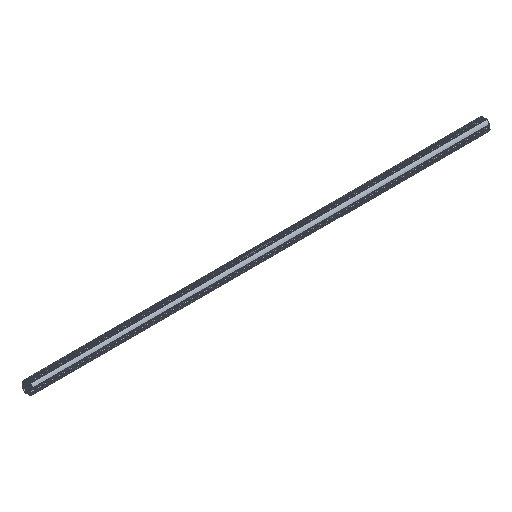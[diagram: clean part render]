
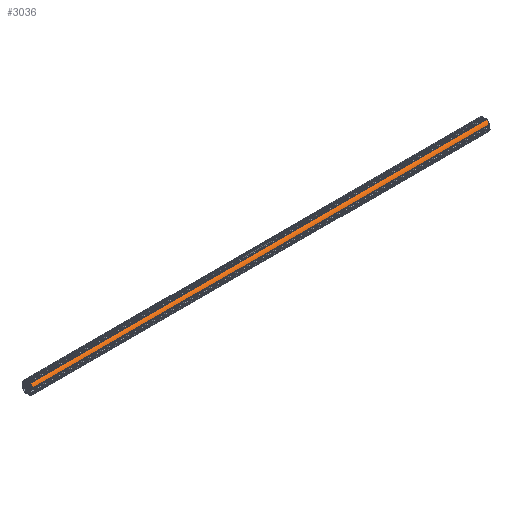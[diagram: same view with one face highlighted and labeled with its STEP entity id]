
A CAD part, isometric view. The second image highlights one B-rep face of the part: STEP entity #3036.
In plain terms, the highlighted cylindrical face has radius 24 mm (diameter 48 mm), a partial arc.
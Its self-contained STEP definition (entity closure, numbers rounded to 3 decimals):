
#214=FACE_OUTER_BOUND('',#368,.T.);
#368=EDGE_LOOP('',(#2386,#2387,#2388,#2389));
#634=LINE('',#5005,#930);
#635=LINE('',#5011,#931);
#930=VECTOR('',#4090,1.);
#931=VECTOR('',#4097,1.);
#1136=CIRCLE('',#3319,24.);
#1137=CIRCLE('',#3320,24.);
#1398=VERTEX_POINT('',#5001);
#1399=VERTEX_POINT('',#5003);
#1400=VERTEX_POINT('',#5007);
#1401=VERTEX_POINT('',#5009);
#1816=EDGE_CURVE('',#1398,#1399,#634,.T.);
#1817=EDGE_CURVE('',#1400,#1398,#1136,.T.);
#1818=EDGE_CURVE('',#1401,#1399,#1137,.T.);
#1819=EDGE_CURVE('',#1400,#1401,#635,.T.);
#2386=ORIENTED_EDGE('',*,*,#1817,.T.);
#2387=ORIENTED_EDGE('',*,*,#1816,.T.);
#2388=ORIENTED_EDGE('',*,*,#1818,.F.);
#2389=ORIENTED_EDGE('',*,*,#1819,.F.);
#2905=CYLINDRICAL_SURFACE('',#3318,24.);
#3036=ADVANCED_FACE('',(#214),#2905,.T.);
#3318=AXIS2_PLACEMENT_3D('',#5006,#4091,#4092);
#3319=AXIS2_PLACEMENT_3D('',#5008,#4093,#4094);
#3320=AXIS2_PLACEMENT_3D('',#5010,#4095,#4096);
#4090=DIRECTION('',(1.,0.,0.));
#4091=DIRECTION('center_axis',(1.,0.,0.));
#4092=DIRECTION('ref_axis',(0.,-0.355,0.935));
#4093=DIRECTION('center_axis',(1.,0.,0.));
#4094=DIRECTION('ref_axis',(0.,-0.355,0.935));
#4095=DIRECTION('center_axis',(1.,0.,0.));
#4096=DIRECTION('ref_axis',(0.,-0.355,0.935));
#4097=DIRECTION('',(1.,0.,0.));
#5001=CARTESIAN_POINT('',(0.,-22.435,8.525));
#5003=CARTESIAN_POINT('',(1828.8,-22.435,8.525));
#5005=CARTESIAN_POINT('',(0.,-22.435,8.525));
#5006=CARTESIAN_POINT('Origin',(0.,0.,0.));
#5007=CARTESIAN_POINT('',(0.,-8.525,22.435));
#5008=CARTESIAN_POINT('Origin',(0.,0.,0.));
#5009=CARTESIAN_POINT('',(1828.8,-8.525,22.435));
#5010=CARTESIAN_POINT('Origin',(1828.8,0.,0.));
#5011=CARTESIAN_POINT('',(0.,-8.525,22.435));
